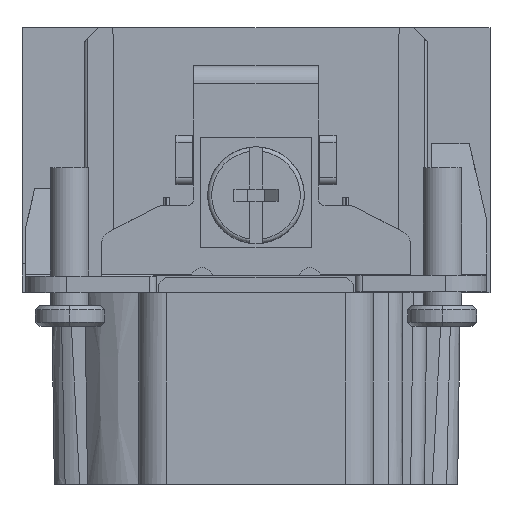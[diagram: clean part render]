
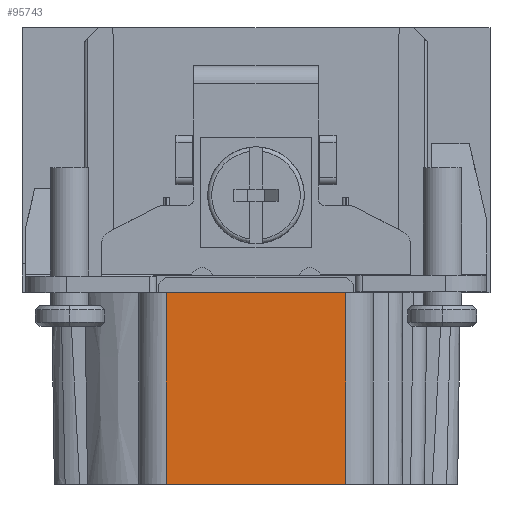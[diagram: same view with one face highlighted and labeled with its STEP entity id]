
A CAD part, front view. The second image highlights one B-rep face of the part: STEP entity #95743.
In plain terms, the highlighted planar face has unit normal (0, -1, 0).
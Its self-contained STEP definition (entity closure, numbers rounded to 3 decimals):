
#22636=DIRECTION('',(0.,0.,1.));
#22637=VECTOR('',#22636,13.9);
#22638=CARTESIAN_POINT('',(-6.5,-55.4,0.1));
#22639=LINE('',#22638,#22637);
#22640=DIRECTION('',(1.,0.,0.));
#22641=VECTOR('',#22640,13.);
#22642=CARTESIAN_POINT('',(-6.5,-55.4,14.));
#22643=LINE('',#22642,#22641);
#22644=DIRECTION('',(0.,0.,-1.));
#22645=VECTOR('',#22644,13.9);
#22646=CARTESIAN_POINT('',(6.5,-55.4,14.));
#22647=LINE('',#22646,#22645);
#22648=DIRECTION('',(-1.,0.,0.));
#22649=VECTOR('',#22648,13.);
#22650=CARTESIAN_POINT('',(6.5,-55.4,0.1));
#22651=LINE('',#22650,#22649);
#58217=CARTESIAN_POINT('',(-6.5,-55.4,0.1));
#58218=CARTESIAN_POINT('',(-6.5,-55.4,14.));
#58219=VERTEX_POINT('',#58217);
#58220=VERTEX_POINT('',#58218);
#58224=CARTESIAN_POINT('',(6.5,-55.4,0.1));
#58226=VERTEX_POINT('',#58224);
#58227=CARTESIAN_POINT('',(6.5,-55.4,14.));
#58228=VERTEX_POINT('',#58227);
#95731=CARTESIAN_POINT('',(-8.5,-55.4,0.1));
#95732=DIRECTION('',(0.,1.,0.));
#95733=DIRECTION('',(1.,0.,0.));
#95734=AXIS2_PLACEMENT_3D('',#95731,#95732,#95733);
#95735=PLANE('',#95734);
#95736=ORIENTED_EDGE('',*,*,#95724,.T.);
#95737=ORIENTED_EDGE('',*,*,#91453,.T.);
#95739=ORIENTED_EDGE('',*,*,#95738,.T.);
#95740=ORIENTED_EDGE('',*,*,#85973,.T.);
#95741=EDGE_LOOP('',(#95736,#95737,#95739,#95740));
#95742=FACE_OUTER_BOUND('',#95741,.F.);
#95743=ADVANCED_FACE('',(#95742),#95735,.F.);
#85973=EDGE_CURVE('',#58226,#58219,#22651,.T.);
#91453=EDGE_CURVE('',#58220,#58228,#22643,.T.);
#95724=EDGE_CURVE('',#58219,#58220,#22639,.T.);
#95738=EDGE_CURVE('',#58228,#58226,#22647,.T.);
